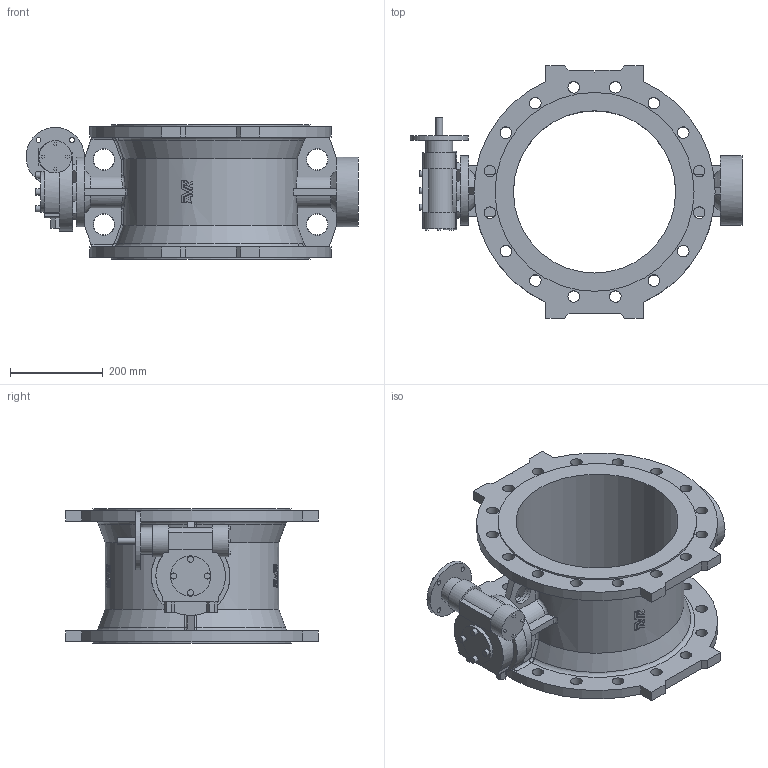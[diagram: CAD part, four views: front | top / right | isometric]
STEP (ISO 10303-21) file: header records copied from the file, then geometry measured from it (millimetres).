
FILE_DESCRIPTION (( 'STEP AP203' ), '1' );
FILE_NAME ('O_756_102_DN350_0XX_AA0_step.step', '2016-03-09T10:51:24', ( 'Windows User' ), ( 'AVK' ), 'SwSTEP 2.0', 'SolidWorks 2012', '' );
FILE_SCHEMA (( 'CONFIG_CONTROL_DESIGN' ));
Length unit declared in the file: millimetre
Products named in the file (1): O_756_102_DN350_0XX_AA0_step
Bounding box: 716 x 544 x 290 mm (x, y, z)
Volume: 13905034.6 mm3; surface area: 1430218.3 mm2
Topology: 1 solids, 1 shells, 432 faces, 1225 edges, 820 vertices
Faces by surface type: plane 222, cylinder 98, bspline 88, cone 20, torus 4
Full cylindrical faces by diameter (mm): 10.5 x4, 13 x4, 15 x1, 25 x32, 58 x1, 70 x2, 87 x1, 126 x1, 150 x2, 170 x1, 350 x1, 429 x2
Entity records: 18362 total; most frequent: CARTESIAN_POINT 8046, ORIENTED_EDGE 2250, DIRECTION 1745, EDGE_CURVE 1125, VERTEX_POINT 780, EDGE_LOOP 599, LINE 593, VECTOR 593
